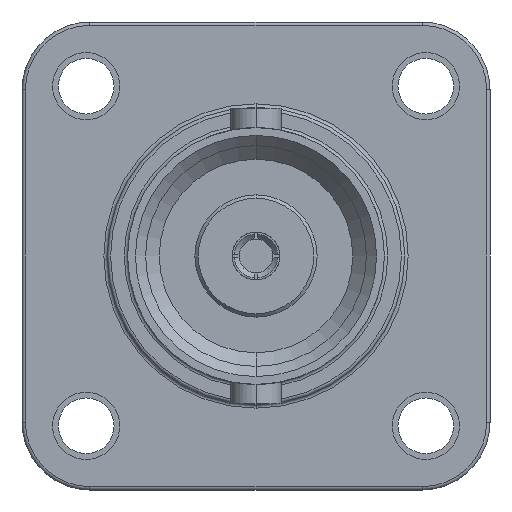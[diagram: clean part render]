
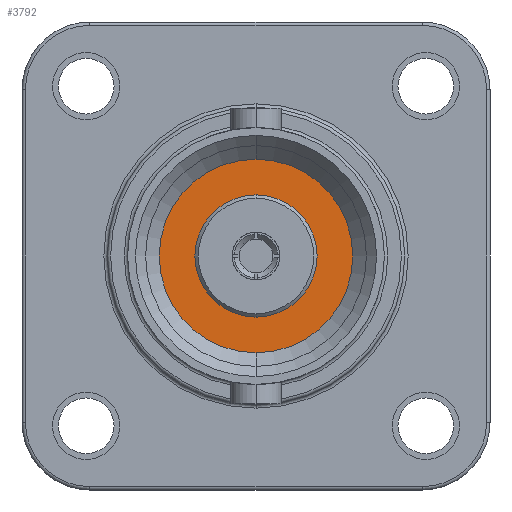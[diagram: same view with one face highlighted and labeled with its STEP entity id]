
A CAD part, left-side view. The second image highlights one B-rep face of the part: STEP entity #3792.
In plain terms, the highlighted planar face has unit normal (-1, 0, 0).
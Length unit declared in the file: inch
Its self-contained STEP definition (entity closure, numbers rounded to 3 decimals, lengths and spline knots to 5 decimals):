
#31 = AXIS2_PLACEMENT_3D ( 'NONE', #4997, #2170, #1278 ) ;
#109 = ORIENTED_EDGE ( 'NONE', *, *, #2557, .F. ) ;
#440 = CARTESIAN_POINT ( 'NONE',  ( 1.20873, 0., 0. ) ) ;
#452 = DIRECTION ( 'NONE',  ( -1., 0., 0. ) ) ;
#574 = AXIS2_PLACEMENT_3D ( 'NONE', #1000, #3780, #5269 ) ;
#719 = AXIS2_PLACEMENT_3D ( 'NONE', #440, #6059, #3276 ) ;
#1000 = CARTESIAN_POINT ( 'NONE',  ( 1.20873, 0., 0. ) ) ;
#1172 = ORIENTED_EDGE ( 'NONE', *, *, #5773, .F. ) ;
#1176 = FACE_OUTER_BOUND ( 'NONE', #4892, .T. ) ;
#1222 = VERTEX_POINT ( 'NONE', #2566 ) ;
#1278 = DIRECTION ( 'NONE',  ( 0., 0., 1. ) ) ;
#1539 = CIRCLE ( 'NONE', #31, 0.035 ) ;
#1618 = VERTEX_POINT ( 'NONE', #5074 ) ;
#1758 = DIRECTION ( 'NONE',  ( 1., 0., 0. ) ) ;
#1930 = AXIS2_PLACEMENT_3D ( 'NONE', #2519, #1758, #4899 ) ;
#1935 = DIRECTION ( 'NONE',  ( 0., 0., 1. ) ) ;
#1953 = ORIENTED_EDGE ( 'NONE', *, *, #2723, .F. ) ;
#2132 = CARTESIAN_POINT ( 'NONE',  ( 1.20873, 0., -0.035 ) ) ;
#2170 = DIRECTION ( 'NONE',  ( -1., 0., 0. ) ) ;
#2519 = CARTESIAN_POINT ( 'NONE',  ( 1.20873, 0., 0. ) ) ;
#2557 = EDGE_CURVE ( 'NONE', #4976, #6039, #2844, .T. ) ;
#2566 = CARTESIAN_POINT ( 'NONE',  ( 1.20873, 0., -0.1425 ) ) ;
#2723 = EDGE_CURVE ( 'NONE', #6039, #4976, #1539, .T. ) ;
#2844 = CIRCLE ( 'NONE', #4753, 0.035 ) ;
#2983 = EDGE_CURVE ( 'NONE', #1222, #1618, #5569, .T. ) ;
#3025 = CIRCLE ( 'NONE', #1930, 0.1425 ) ;
#3094 = FACE_BOUND ( 'NONE', #5034, .T. ) ;
#3276 = DIRECTION ( 'NONE',  ( 0., 0., -1. ) ) ;
#3703 = PLANE ( 'NONE',  #719 ) ;
#3780 = DIRECTION ( 'NONE',  ( 1., 0., 0. ) ) ;
#3791 = CARTESIAN_POINT ( 'NONE',  ( 1.20873, 0., 0. ) ) ;
#3792 = ADVANCED_FACE ( 'NONE', ( #3094, #1176 ), #3703, .T. ) ;
#4753 = AXIS2_PLACEMENT_3D ( 'NONE', #3791, #452, #1935 ) ;
#4892 = EDGE_LOOP ( 'NONE', ( #5115, #1172 ) ) ;
#4899 = DIRECTION ( 'NONE',  ( 0., 0., -1. ) ) ;
#4976 = VERTEX_POINT ( 'NONE', #2132 ) ;
#4997 = CARTESIAN_POINT ( 'NONE',  ( 1.20873, 0., 0. ) ) ;
#5034 = EDGE_LOOP ( 'NONE', ( #1953, #109 ) ) ;
#5074 = CARTESIAN_POINT ( 'NONE',  ( 1.20873, 0., 0.1425 ) ) ;
#5115 = ORIENTED_EDGE ( 'NONE', *, *, #2983, .F. ) ;
#5269 = DIRECTION ( 'NONE',  ( 0., 0., -1. ) ) ;
#5569 = CIRCLE ( 'NONE', #574, 0.1425 ) ;
#5773 = EDGE_CURVE ( 'NONE', #1618, #1222, #3025, .T. ) ;
#5880 = CARTESIAN_POINT ( 'NONE',  ( 1.20873, 0., 0.035 ) ) ;
#6039 = VERTEX_POINT ( 'NONE', #5880 ) ;
#6059 = DIRECTION ( 'NONE',  ( -1., 0., 0. ) ) ;
